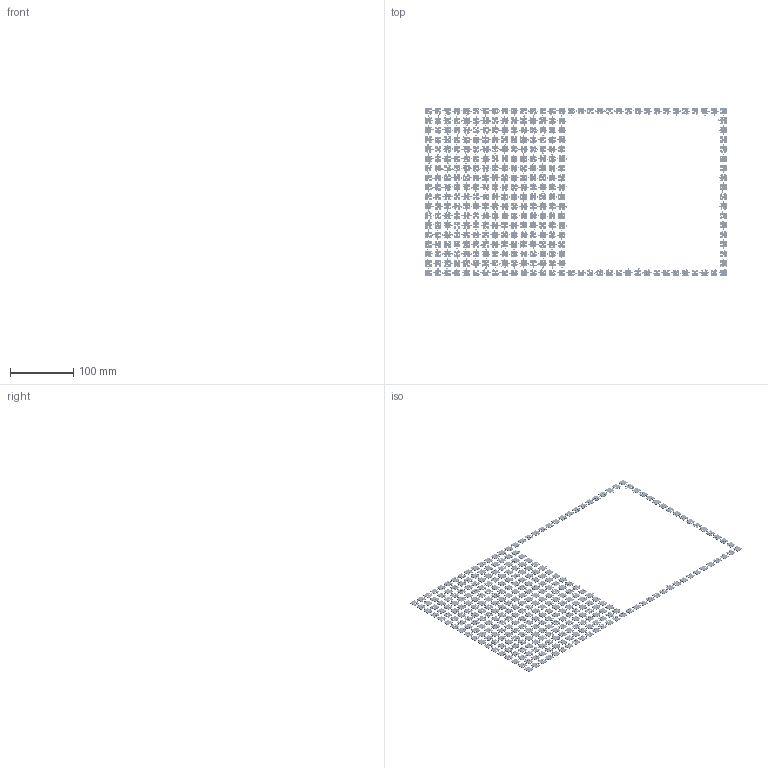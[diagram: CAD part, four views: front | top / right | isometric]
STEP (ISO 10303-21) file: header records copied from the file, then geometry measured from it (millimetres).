
FILE_DESCRIPTION(('HOOPS Exchange Step'),'2;1');
FILE_NAME('temp_export','2024-07-30T10:31:48+08:00',('sharma21'),('Shapr3D Limited'),'HOOPS Exchange 2024.2','Shapr3D','Authorized');
FILE_SCHEMA( ('AUTOMOTIVE_DESIGN { 1 0 10303 214 1 1 1 1 }') );
Length unit declared in the file: millimetre
Products named in the file (1): root
Bounding box: 475 x 265 x 1 mm (x, y, z)
Volume: 32240.8 mm3; surface area: 84196.4 mm2
Topology: 320 solids, 320 shells, 1922 faces, 3846 edges, 2564 vertices
Faces by surface type: bspline 1182, plane 740
Entity records: 65051 total; most frequent: CARTESIAN_POINT 33243, ORIENTED_EDGE 7692, EDGE_CURVE 3846, DIRECTION 2964, VERTEX_POINT 2564, B_SPLINE_CURVE_WITH_KNOTS 2364, EDGE_LOOP 1922, FACE_BOUND 1922
